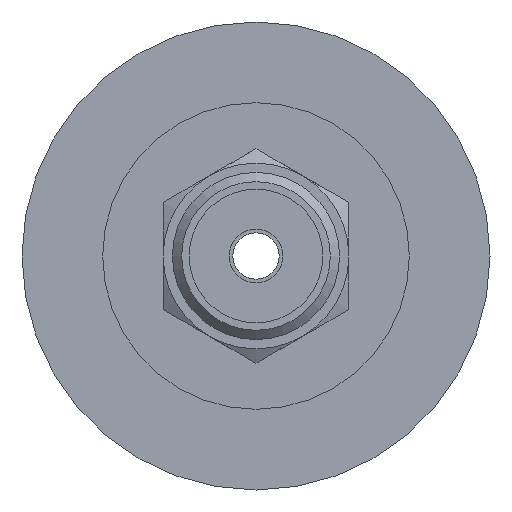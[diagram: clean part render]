
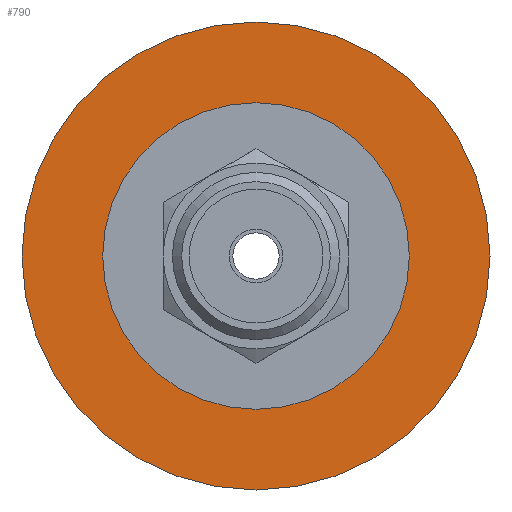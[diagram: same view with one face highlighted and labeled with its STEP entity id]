
A CAD part, front view. The second image highlights one B-rep face of the part: STEP entity #790.
In plain terms, the highlighted planar face has unit normal (0, -1, 0).
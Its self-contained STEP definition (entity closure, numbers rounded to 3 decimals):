
#133=FACE_BOUND('',#223,.T.);
#146=PLANE('',#971);
#171=FACE_OUTER_BOUND('',#222,.T.);
#222=EDGE_LOOP('',(#593,#594));
#223=EDGE_LOOP('',(#595,#596));
#320=CIRCLE('',#959,20.);
#321=CIRCLE('',#960,20.);
#326=CIRCLE('',#969,13.1);
#327=CIRCLE('',#970,13.1);
#381=VERTEX_POINT('',#1349);
#382=VERTEX_POINT('',#1351);
#387=VERTEX_POINT('',#1367);
#388=VERTEX_POINT('',#1369);
#458=EDGE_CURVE('',#381,#382,#320,.T.);
#459=EDGE_CURVE('',#382,#381,#321,.T.);
#466=EDGE_CURVE('',#388,#387,#326,.T.);
#467=EDGE_CURVE('',#387,#388,#327,.T.);
#593=ORIENTED_EDGE('',*,*,#459,.F.);
#594=ORIENTED_EDGE('',*,*,#458,.F.);
#595=ORIENTED_EDGE('',*,*,#466,.T.);
#596=ORIENTED_EDGE('',*,*,#467,.T.);
#790=ADVANCED_FACE('',(#171,#133),#146,.T.);
#959=AXIS2_PLACEMENT_3D('',#1352,#1099,#1100);
#960=AXIS2_PLACEMENT_3D('',#1353,#1101,#1102);
#969=AXIS2_PLACEMENT_3D('',#1370,#1121,#1122);
#970=AXIS2_PLACEMENT_3D('',#1371,#1123,#1124);
#971=AXIS2_PLACEMENT_3D('',#1372,#1125,#1126);
#1099=DIRECTION('center_axis',(0.,1.,0.));
#1100=DIRECTION('ref_axis',(1.,0.,0.));
#1101=DIRECTION('center_axis',(0.,1.,0.));
#1102=DIRECTION('ref_axis',(1.,0.,0.));
#1121=DIRECTION('center_axis',(0.,1.,0.));
#1122=DIRECTION('ref_axis',(1.,0.,0.));
#1123=DIRECTION('center_axis',(0.,1.,0.));
#1124=DIRECTION('ref_axis',(1.,0.,0.));
#1125=DIRECTION('center_axis',(0.,-1.,0.));
#1126=DIRECTION('ref_axis',(0.,0.,-1.));
#1349=CARTESIAN_POINT('',(20.,0.,0.));
#1351=CARTESIAN_POINT('',(-20.,0.,0.));
#1352=CARTESIAN_POINT('Origin',(0.,0.,0.));
#1353=CARTESIAN_POINT('Origin',(0.,0.,0.));
#1367=CARTESIAN_POINT('',(13.1,0.,0.));
#1369=CARTESIAN_POINT('',(-13.1,0.,0.));
#1370=CARTESIAN_POINT('Origin',(0.,0.,0.));
#1371=CARTESIAN_POINT('Origin',(0.,0.,0.));
#1372=CARTESIAN_POINT('Origin',(-20.,0.,0.));
